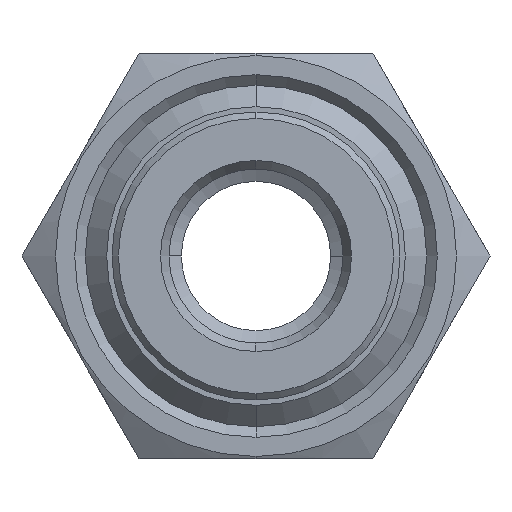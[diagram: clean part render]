
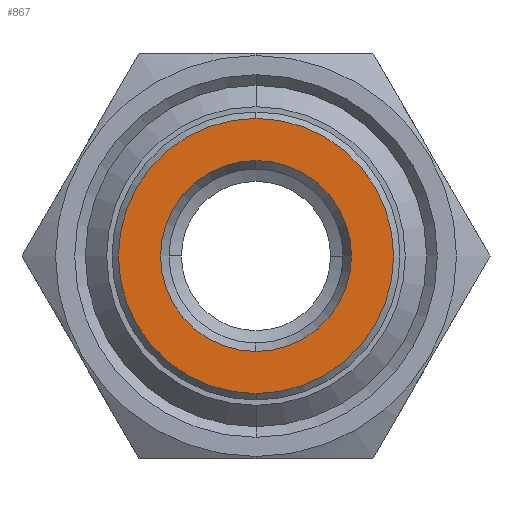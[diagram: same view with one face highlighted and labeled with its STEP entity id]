
A CAD part, front view. The second image highlights one B-rep face of the part: STEP entity #867.
In plain terms, the highlighted planar face has unit normal (0, -1, 0).
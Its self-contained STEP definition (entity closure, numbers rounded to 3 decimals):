
#54 = EDGE_CURVE ( 'NONE', #57, #65, #944, .T. ) ;
#57 = VERTEX_POINT ( 'NONE', #962 ) ;
#65 = VERTEX_POINT ( 'NONE', #1093 ) ;
#71 = VERTEX_POINT ( 'NONE', #1053 ) ;
#84 = EDGE_CURVE ( 'NONE', #71, #85, #1145, .T. ) ;
#85 = VERTEX_POINT ( 'NONE', #1077 ) ;
#698 = EDGE_CURVE ( 'NONE', #65, #57, #1887, .T. ) ;
#860 = ORIENTED_EDGE ( 'NONE', *, *, #84, .F. ) ;
#861 = ORIENTED_EDGE ( 'NONE', *, *, #863, .F. ) ;
#863 = EDGE_CURVE ( 'NONE', #85, #71, #2299, .T. ) ;
#864 = ORIENTED_EDGE ( 'NONE', *, *, #698, .T. ) ;
#865 = EDGE_LOOP ( 'NONE', ( #860, #861 ) ) ;
#867 = ADVANCED_FACE ( 'NONE', ( #2300, #2268 ), #2246, .T. ) ;
#868 = EDGE_LOOP ( 'NONE', ( #869, #864 ) ) ;
#869 = ORIENTED_EDGE ( 'NONE', *, *, #54, .T. ) ;
#940 = DIRECTION ( 'NONE',  ( 0., 0., -1. ) ) ;
#941 = DIRECTION ( 'NONE',  ( 0., 1., 0. ) ) ;
#942 = CARTESIAN_POINT ( 'NONE',  ( 0., -17.253, 0. ) ) ;
#943 = AXIS2_PLACEMENT_3D ( 'NONE', #942, #941, #940 ) ;
#944 = CIRCLE ( 'NONE', #943, 4.475 ) ;
#962 = CARTESIAN_POINT ( 'NONE',  ( 0., -17.253, 4.475 ) ) ;
#1053 = CARTESIAN_POINT ( 'NONE',  ( 0., -17.253, -6.45 ) ) ;
#1077 = CARTESIAN_POINT ( 'NONE',  ( 0., -17.253, 6.45 ) ) ;
#1078 = DIRECTION ( 'NONE',  ( 0., 0., -1. ) ) ;
#1079 = DIRECTION ( 'NONE',  ( 0., 1., 0. ) ) ;
#1093 = CARTESIAN_POINT ( 'NONE',  ( 0., -17.253, -4.475 ) ) ;
#1143 = CARTESIAN_POINT ( 'NONE',  ( 0., -17.253, 0. ) ) ;
#1144 = AXIS2_PLACEMENT_3D ( 'NONE', #1143, #1079, #1078 ) ;
#1145 = CIRCLE ( 'NONE', #1144, 6.45 ) ;
#1869 = CARTESIAN_POINT ( 'NONE',  ( 0., -17.253, 0. ) ) ;
#1885 = DIRECTION ( 'NONE',  ( 0., 1., 0. ) ) ;
#1886 = AXIS2_PLACEMENT_3D ( 'NONE', #1869, #1885, #1975 ) ;
#1887 = CIRCLE ( 'NONE', #1886, 4.475 ) ;
#1975 = DIRECTION ( 'NONE',  ( 0., 0., -1. ) ) ;
#2246 = PLANE ( 'NONE',  #2289 ) ;
#2247 = DIRECTION ( 'NONE',  ( 0., 0., -1. ) ) ;
#2248 = DIRECTION ( 'NONE',  ( 0., 1., 0. ) ) ;
#2249 = CARTESIAN_POINT ( 'NONE',  ( 0., -17.253, 0. ) ) ;
#2268 = FACE_OUTER_BOUND ( 'NONE', #865, .T. ) ;
#2288 = CARTESIAN_POINT ( 'NONE',  ( -6.45, -17.253, 0. ) ) ;
#2289 = AXIS2_PLACEMENT_3D ( 'NONE', #2288, #2303, #2302 ) ;
#2298 = AXIS2_PLACEMENT_3D ( 'NONE', #2249, #2248, #2247 ) ;
#2299 = CIRCLE ( 'NONE', #2298, 6.45 ) ;
#2300 = FACE_BOUND ( 'NONE', #868, .T. ) ;
#2302 = DIRECTION ( 'NONE',  ( 0., 0., 1. ) ) ;
#2303 = DIRECTION ( 'NONE',  ( 0., -1., 0. ) ) ;
